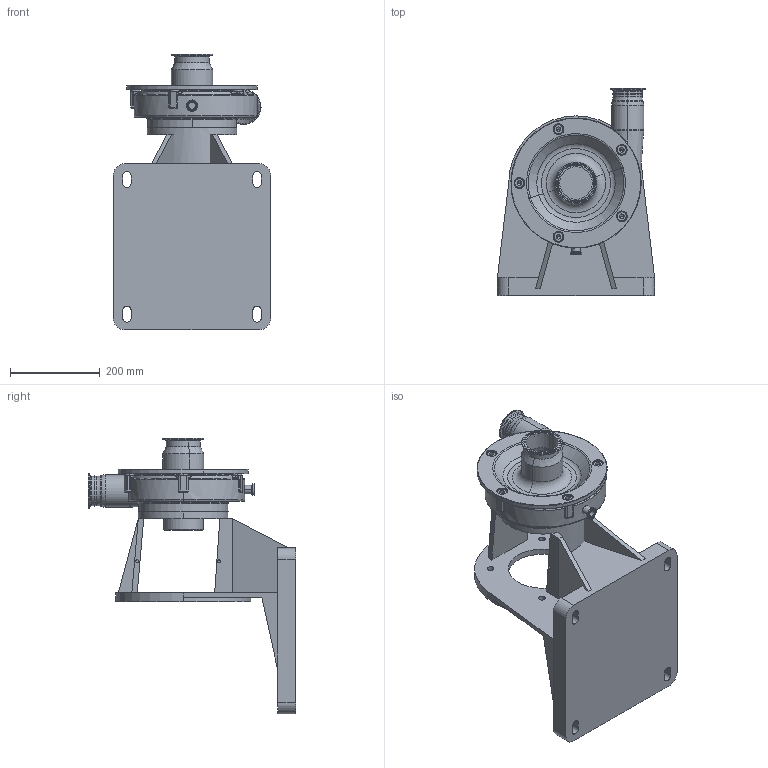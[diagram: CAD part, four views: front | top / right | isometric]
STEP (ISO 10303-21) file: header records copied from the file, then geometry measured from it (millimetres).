
FILE_DESCRIPTION (( 'STEP AP214' ), '1' );
FILE_NAME ('FP 3542 280TC VERT 3-4 In STR DRAIN.STEP', '2023-02-17T17:43:18', ( '' ), ( '' ), 'SwSTEP 2.0', 'SolidWorks 2021', '' );
FILE_SCHEMA (( 'AUTOMOTIVE_DESIGN' ));
Length unit declared in the file: millimetre
Products named in the file (1): FP 3542 280TC VERT 3-4 In STR DRAIN
Bounding box: 350 x 461 x 614.5 mm (x, y, z)
Volume: 14094304.3 mm3; surface area: 1069305.1 mm2
Topology: 1 solids, 6 shells, 599 faces, 1410 edges, 814 vertices
Faces by surface type: cylinder 195, plane 113, cone 97, torus 94, bspline 75, sphere 25
Entity records: 20440 total; most frequent: CARTESIAN_POINT 6900, DIRECTION 2995, ORIENTED_EDGE 2722, EDGE_CURVE 1361, AXIS2_PLACEMENT_3D 1272, VERTEX_POINT 812, CIRCLE 747, EDGE_LOOP 669
